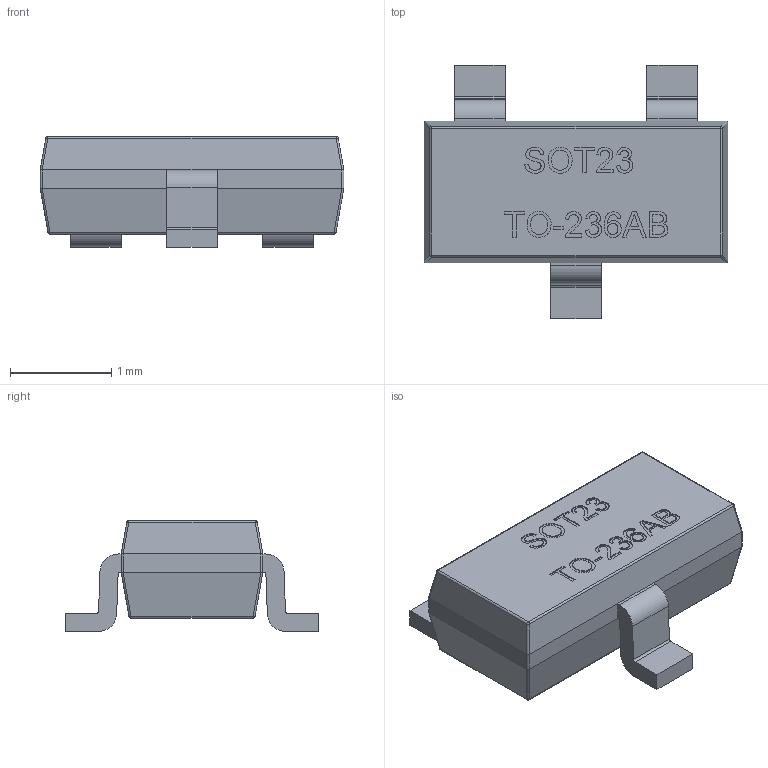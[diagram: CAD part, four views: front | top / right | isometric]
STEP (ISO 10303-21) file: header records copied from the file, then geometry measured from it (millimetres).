
FILE_DESCRIPTION(('FreeCAD Model'),'2;1');
FILE_NAME('User Library-SOT95P240X110-3M[SOT23-3_TO-236AB].step','2017-03-08T10:52:14',( 'Author'),(''),'Open CASCADE STEP processor 6.8','FreeCAD','Unknown' );
FILE_SCHEMA(('AUTOMOTIVE_DESIGN_CC2 { 1 2 10303 214 -1 1 5 4 }'));
Length unit declared in the file: millimetre
Products named in the file (2): ASSEMBLY; User_Library-SOT95P240X110-3M[SOT23-3_TO-236AB]
Assembly tree (1 placements, depth 2):
  ASSEMBLY
    User_Library-SOT95P240X110-3M[SOT23-3_TO-236AB]
Bounding box: 3 x 2.5 x 1.09 mm (x, y, z)
Volume: 4.1 mm3; surface area: 19.9 mm2
Topology: 1 solids, 1 shells, 263 faces, 698 edges, 448 vertices
Faces by surface type: plane 120, bspline 103, cylinder 32, sphere 8
Entity records: 35829 total; most frequent: CARTESIAN_POINT 21882, DIRECTION 1604, ORIENTED_EDGE 1380, PCURVE 1380, DEFINITIONAL_REPRESENTATION 1380, LINE 1172, VECTOR 1172, B_SPLINE_CURVE_WITH_KNOTS 786
